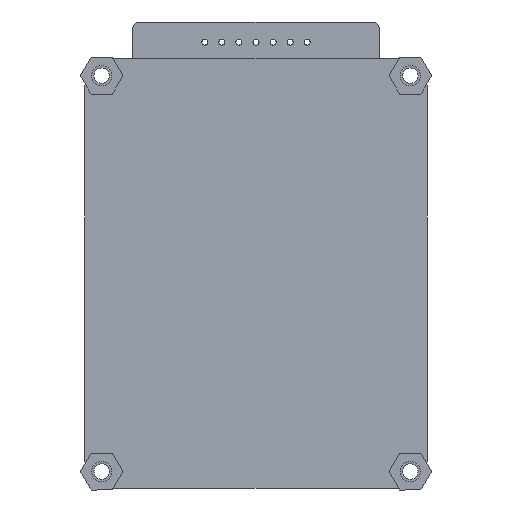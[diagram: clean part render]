
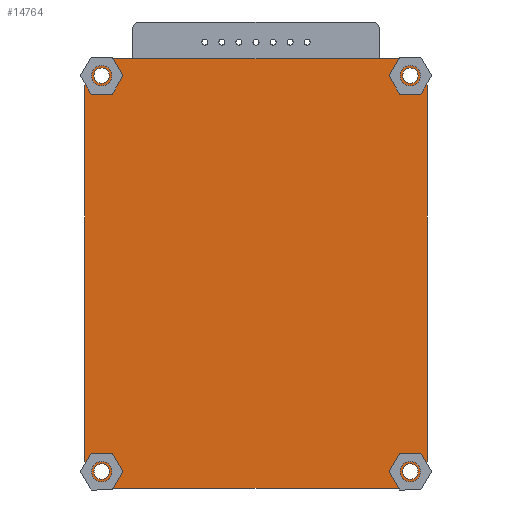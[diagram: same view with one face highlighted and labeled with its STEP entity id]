
A CAD part, front view. The second image highlights one B-rep face of the part: STEP entity #14764.
In plain terms, the highlighted planar face has unit normal (0, -1, 0).
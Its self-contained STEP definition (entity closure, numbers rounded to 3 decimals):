
#214 = EDGE_LOOP ( 'NONE', ( #2397, #2398 ) ) ;
#975 = EDGE_LOOP ( 'NONE', ( #2399, #2400 ) ) ;
#1027 = DIRECTION ( 'NONE',  ( 0., -1., 0. ) ) ;
#1029 = PLANE ( 'NONE',  #16634 ) ;
#1033 = CARTESIAN_POINT ( 'NONE',  ( -21.5, 12., -28. ) ) ;
#1037 = DIRECTION ( 'NONE',  ( 0., 0., -1. ) ) ;
#1306 = EDGE_LOOP ( 'NONE', ( #2387, #2388 ) ) ;
#2199 = FACE_BOUND ( 'NONE', #13706, .T. ) ;
#2202 = FACE_OUTER_BOUND ( 'NONE', #13703, .T. ) ;
#2204 = FACE_BOUND ( 'NONE', #214, .T. ) ;
#2205 = FACE_BOUND ( 'NONE', #975, .T. ) ;
#2207 = FACE_BOUND ( 'NONE', #1306, .T. ) ;
#2385 = ORIENTED_EDGE ( 'NONE', *, *, #4310, .T. ) ;
#2386 = ORIENTED_EDGE ( 'NONE', *, *, #4286, .T. ) ;
#2387 = ORIENTED_EDGE ( 'NONE', *, *, #4302, .T. ) ;
#2388 = ORIENTED_EDGE ( 'NONE', *, *, #4284, .T. ) ;
#2389 = ORIENTED_EDGE ( 'NONE', *, *, #4282, .F. ) ;
#2390 = ORIENTED_EDGE ( 'NONE', *, *, #4279, .F. ) ;
#2391 = ORIENTED_EDGE ( 'NONE', *, *, #4277, .F. ) ;
#2392 = ORIENTED_EDGE ( 'NONE', *, *, #4285, .F. ) ;
#2393 = ORIENTED_EDGE ( 'NONE', *, *, #4235, .F. ) ;
#2394 = ORIENTED_EDGE ( 'NONE', *, *, #4233, .F. ) ;
#2395 = ORIENTED_EDGE ( 'NONE', *, *, #4231, .F. ) ;
#2396 = ORIENTED_EDGE ( 'NONE', *, *, #4229, .F. ) ;
#2397 = ORIENTED_EDGE ( 'NONE', *, *, #4306, .T. ) ;
#2398 = ORIENTED_EDGE ( 'NONE', *, *, #4276, .T. ) ;
#2399 = ORIENTED_EDGE ( 'NONE', *, *, #4314, .T. ) ;
#2400 = ORIENTED_EDGE ( 'NONE', *, *, #4274, .T. ) ;
#2620 = VERTEX_POINT ( 'NONE', #10450 ) ;
#2622 = VERTEX_POINT ( 'NONE', #10452 ) ;
#2625 = VERTEX_POINT ( 'NONE', #10455 ) ;
#2626 = VERTEX_POINT ( 'NONE', #10456 ) ;
#2629 = VERTEX_POINT ( 'NONE', #10459 ) ;
#2630 = VERTEX_POINT ( 'NONE', #10460 ) ;
#2633 = VERTEX_POINT ( 'NONE', #10463 ) ;
#2634 = VERTEX_POINT ( 'NONE', #10464 ) ;
#2637 = VERTEX_POINT ( 'NONE', #10467 ) ;
#2638 = VERTEX_POINT ( 'NONE', #10468 ) ;
#2640 = VERTEX_POINT ( 'NONE', #10470 ) ;
#2641 = VERTEX_POINT ( 'NONE', #10471 ) ;
#2648 = VERTEX_POINT ( 'NONE', #10478 ) ;
#2649 = VERTEX_POINT ( 'NONE', #10479 ) ;
#2650 = VERTEX_POINT ( 'NONE', #10480 ) ;
#2651 = VERTEX_POINT ( 'NONE', #10481 ) ;
#4229 = EDGE_CURVE ( 'NONE', #2641, #2651, #16957, .T. ) ;
#4231 = EDGE_CURVE ( 'NONE', #2651, #2650, #16938, .T. ) ;
#4233 = EDGE_CURVE ( 'NONE', #2650, #2648, #16959, .T. ) ;
#4235 = EDGE_CURVE ( 'NONE', #2648, #2622, #16961, .T. ) ;
#4274 = EDGE_CURVE ( 'NONE', #2626, #2625, #16994, .T. ) ;
#4276 = EDGE_CURVE ( 'NONE', #2634, #2633, #16992, .T. ) ;
#4277 = EDGE_CURVE ( 'NONE', #2649, #2620, #16996, .T. ) ;
#4279 = EDGE_CURVE ( 'NONE', #2620, #2640, #16998, .T. ) ;
#4282 = EDGE_CURVE ( 'NONE', #2640, #2641, #16999, .T. ) ;
#4284 = EDGE_CURVE ( 'NONE', #2638, #2637, #17001, .T. ) ;
#4285 = EDGE_CURVE ( 'NONE', #2622, #2649, #16997, .T. ) ;
#4286 = EDGE_CURVE ( 'NONE', #2630, #2629, #17003, .T. ) ;
#4302 = EDGE_CURVE ( 'NONE', #2637, #2638, #17022, .T. ) ;
#4306 = EDGE_CURVE ( 'NONE', #2633, #2634, #17028, .T. ) ;
#4310 = EDGE_CURVE ( 'NONE', #2629, #2630, #17034, .T. ) ;
#4314 = EDGE_CURVE ( 'NONE', #2625, #2626, #17040, .T. ) ;
#10450 = CARTESIAN_POINT ( 'NONE',  ( 21.5, 12., -32. ) ) ;
#10452 = CARTESIAN_POINT ( 'NONE',  ( 25.5, 12., 28. ) ) ;
#10455 = CARTESIAN_POINT ( 'NONE',  ( -23., 12., 28.35 ) ) ;
#10456 = CARTESIAN_POINT ( 'NONE',  ( -23., 12., 30.65 ) ) ;
#10459 = CARTESIAN_POINT ( 'NONE',  ( 23., 12., 28.35 ) ) ;
#10460 = CARTESIAN_POINT ( 'NONE',  ( 23., 12., 30.65 ) ) ;
#10463 = CARTESIAN_POINT ( 'NONE',  ( 23., 12., -30.65 ) ) ;
#10464 = CARTESIAN_POINT ( 'NONE',  ( 23., 12., -28.35 ) ) ;
#10467 = CARTESIAN_POINT ( 'NONE',  ( -23., 12., -30.65 ) ) ;
#10468 = CARTESIAN_POINT ( 'NONE',  ( -23., 12., -28.35 ) ) ;
#10470 = CARTESIAN_POINT ( 'NONE',  ( -21.5, 12., -32. ) ) ;
#10471 = CARTESIAN_POINT ( 'NONE',  ( -25.5, 12., -28. ) ) ;
#10478 = CARTESIAN_POINT ( 'NONE',  ( 21.5, 12., 32. ) ) ;
#10479 = CARTESIAN_POINT ( 'NONE',  ( 25.5, 12., -28. ) ) ;
#10480 = CARTESIAN_POINT ( 'NONE',  ( -21.5, 12., 32. ) ) ;
#10481 = CARTESIAN_POINT ( 'NONE',  ( -25.5, 12., 28. ) ) ;
#13703 = EDGE_LOOP ( 'NONE', ( #2389, #2390, #2391, #2392, #2393, #2394, #2395, #2396 ) ) ;
#13706 = EDGE_LOOP ( 'NONE', ( #2385, #2386 ) ) ;
#14764 = ADVANCED_FACE ( 'NONE', ( #2199, #2207, #2202, #2204, #2205 ), #1029, .T. ) ;
#16324 = AXIS2_PLACEMENT_3D ( 'NONE', #17281, #17282, #17283 ) ;
#16325 = AXIS2_PLACEMENT_3D ( 'NONE', #17287, #17288, #17289 ) ;
#16329 = AXIS2_PLACEMENT_3D ( 'NONE', #17325, #17326, #17327 ) ;
#16330 = AXIS2_PLACEMENT_3D ( 'NONE', #17329, #17330, #17331 ) ;
#16331 = AXIS2_PLACEMENT_3D ( 'NONE', #17333, #17334, #17335 ) ;
#16332 = AXIS2_PLACEMENT_3D ( 'NONE', #17337, #17338, #17339 ) ;
#16333 = AXIS2_PLACEMENT_3D ( 'NONE', #17341, #17342, #17343 ) ;
#16334 = AXIS2_PLACEMENT_3D ( 'NONE', #17345, #17346, #17347 ) ;
#16343 = AXIS2_PLACEMENT_3D ( 'NONE', #17383, #17384, #17385 ) ;
#16345 = AXIS2_PLACEMENT_3D ( 'NONE', #17393, #17394, #17395 ) ;
#16347 = AXIS2_PLACEMENT_3D ( 'NONE', #17403, #17404, #17405 ) ;
#16349 = AXIS2_PLACEMENT_3D ( 'NONE', #17412, #17413, #17414 ) ;
#16634 = AXIS2_PLACEMENT_3D ( 'NONE', #1033, #1027, #1037 ) ;
#16938 = CIRCLE ( 'NONE', #16324, 4. ) ;
#16957 = LINE ( 'NONE', #17277, #16960 ) ;
#16959 = LINE ( 'NONE', #17280, #16963 ) ;
#16960 = VECTOR ( 'NONE', #17279, 1000. ) ;
#16961 = CIRCLE ( 'NONE', #16325, 4. ) ;
#16963 = VECTOR ( 'NONE', #17278, 1000. ) ;
#16992 = CIRCLE ( 'NONE', #16330, 1.15 ) ;
#16994 = CIRCLE ( 'NONE', #16329, 1.15 ) ;
#16996 = CIRCLE ( 'NONE', #16331, 4. ) ;
#16997 = LINE ( 'NONE', #17340, #17004 ) ;
#16998 = LINE ( 'NONE', #17322, #17000 ) ;
#16999 = CIRCLE ( 'NONE', #16332, 4. ) ;
#17000 = VECTOR ( 'NONE', #17328, 1000. ) ;
#17001 = CIRCLE ( 'NONE', #16333, 1.15 ) ;
#17003 = CIRCLE ( 'NONE', #16334, 1.15 ) ;
#17004 = VECTOR ( 'NONE', #17336, 1000. ) ;
#17022 = CIRCLE ( 'NONE', #16343, 1.15 ) ;
#17028 = CIRCLE ( 'NONE', #16345, 1.15 ) ;
#17034 = CIRCLE ( 'NONE', #16347, 1.15 ) ;
#17040 = CIRCLE ( 'NONE', #16349, 1.15 ) ;
#17277 = CARTESIAN_POINT ( 'NONE',  ( -25.5, 12., 28. ) ) ;
#17278 = DIRECTION ( 'NONE',  ( 1., 0., 0. ) ) ;
#17279 = DIRECTION ( 'NONE',  ( 0., 0., 1. ) ) ;
#17280 = CARTESIAN_POINT ( 'NONE',  ( -21.5, 12., 32. ) ) ;
#17281 = CARTESIAN_POINT ( 'NONE',  ( -21.5, 12., 28. ) ) ;
#17282 = DIRECTION ( 'NONE',  ( 0., 1., 0. ) ) ;
#17283 = DIRECTION ( 'NONE',  ( 0., 0., -1. ) ) ;
#17287 = CARTESIAN_POINT ( 'NONE',  ( 21.5, 12., 28. ) ) ;
#17288 = DIRECTION ( 'NONE',  ( 0., 1., 0. ) ) ;
#17289 = DIRECTION ( 'NONE',  ( 0., 0., 1. ) ) ;
#17322 = CARTESIAN_POINT ( 'NONE',  ( -21.5, 12., -32. ) ) ;
#17325 = CARTESIAN_POINT ( 'NONE',  ( -23., 12., 29.5 ) ) ;
#17326 = DIRECTION ( 'NONE',  ( 0., 1., 0. ) ) ;
#17327 = DIRECTION ( 'NONE',  ( 0., 0., 1. ) ) ;
#17328 = DIRECTION ( 'NONE',  ( -1., 0., 0. ) ) ;
#17329 = CARTESIAN_POINT ( 'NONE',  ( 23., 12., -29.5 ) ) ;
#17330 = DIRECTION ( 'NONE',  ( 0., 1., 0. ) ) ;
#17331 = DIRECTION ( 'NONE',  ( 0., 0., 1. ) ) ;
#17333 = CARTESIAN_POINT ( 'NONE',  ( 21.5, 12., -28. ) ) ;
#17334 = DIRECTION ( 'NONE',  ( 0., 1., 0. ) ) ;
#17335 = DIRECTION ( 'NONE',  ( 0., 0., -1. ) ) ;
#17336 = DIRECTION ( 'NONE',  ( 0., 0., -1. ) ) ;
#17337 = CARTESIAN_POINT ( 'NONE',  ( -21.5, 12., -28. ) ) ;
#17338 = DIRECTION ( 'NONE',  ( 0., 1., 0. ) ) ;
#17339 = DIRECTION ( 'NONE',  ( 0., 0., -1. ) ) ;
#17340 = CARTESIAN_POINT ( 'NONE',  ( 25.5, 12., 28. ) ) ;
#17341 = CARTESIAN_POINT ( 'NONE',  ( -23., 12., -29.5 ) ) ;
#17342 = DIRECTION ( 'NONE',  ( 0., 1., 0. ) ) ;
#17343 = DIRECTION ( 'NONE',  ( 0., 0., 1. ) ) ;
#17345 = CARTESIAN_POINT ( 'NONE',  ( 23., 12., 29.5 ) ) ;
#17346 = DIRECTION ( 'NONE',  ( 0., 1., 0. ) ) ;
#17347 = DIRECTION ( 'NONE',  ( 0., 0., 1. ) ) ;
#17383 = CARTESIAN_POINT ( 'NONE',  ( -23., 12., -29.5 ) ) ;
#17384 = DIRECTION ( 'NONE',  ( 0., 1., 0. ) ) ;
#17385 = DIRECTION ( 'NONE',  ( 0., 0., 1. ) ) ;
#17393 = CARTESIAN_POINT ( 'NONE',  ( 23., 12., -29.5 ) ) ;
#17394 = DIRECTION ( 'NONE',  ( 0., 1., 0. ) ) ;
#17395 = DIRECTION ( 'NONE',  ( 0., 0., 1. ) ) ;
#17403 = CARTESIAN_POINT ( 'NONE',  ( 23., 12., 29.5 ) ) ;
#17404 = DIRECTION ( 'NONE',  ( 0., 1., 0. ) ) ;
#17405 = DIRECTION ( 'NONE',  ( 0., 0., 1. ) ) ;
#17412 = CARTESIAN_POINT ( 'NONE',  ( -23., 12., 29.5 ) ) ;
#17413 = DIRECTION ( 'NONE',  ( 0., 1., 0. ) ) ;
#17414 = DIRECTION ( 'NONE',  ( 0., 0., 1. ) ) ;
